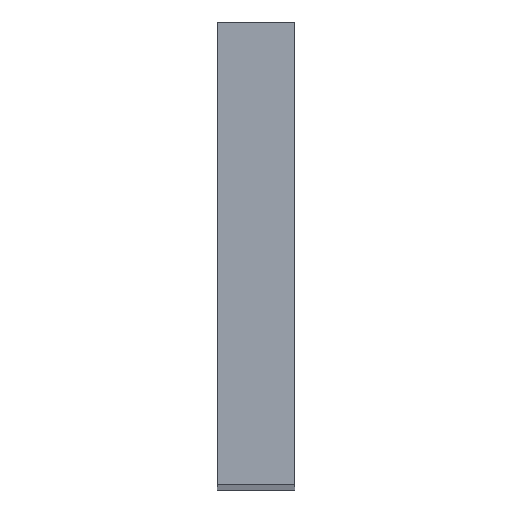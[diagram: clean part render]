
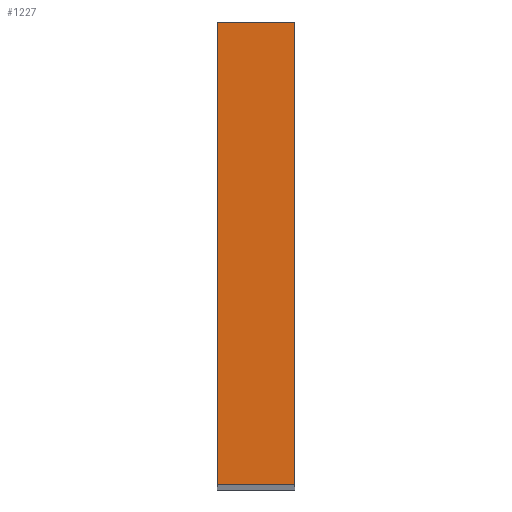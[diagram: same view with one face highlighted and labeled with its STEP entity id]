
A CAD part, top view. The second image highlights one B-rep face of the part: STEP entity #1227.
In plain terms, the highlighted planar face has unit normal (0, 0, 1).
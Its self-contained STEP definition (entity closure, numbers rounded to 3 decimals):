
#67=PLANE('',#1311);
#127=FACE_OUTER_BOUND('',#187,.T.);
#187=EDGE_LOOP('',(#1155,#1156,#1157,#1158));
#223=LINE('',#1677,#385);
#294=LINE('',#1829,#456);
#361=LINE('',#1968,#523);
#362=LINE('',#1970,#524);
#385=VECTOR('',#1349,10.);
#456=VECTOR('',#1444,10.);
#523=VECTOR('',#1615,10.);
#524=VECTOR('',#1618,10.);
#550=VERTEX_POINT('',#1674);
#551=VERTEX_POINT('',#1676);
#619=VERTEX_POINT('',#1826);
#620=VERTEX_POINT('',#1828);
#667=EDGE_CURVE('',#551,#550,#223,.T.);
#744=EDGE_CURVE('',#619,#620,#294,.T.);
#813=EDGE_CURVE('',#550,#620,#361,.T.);
#814=EDGE_CURVE('',#551,#619,#362,.T.);
#1155=ORIENTED_EDGE('',*,*,#667,.T.);
#1156=ORIENTED_EDGE('',*,*,#813,.T.);
#1157=ORIENTED_EDGE('',*,*,#744,.F.);
#1158=ORIENTED_EDGE('',*,*,#814,.F.);
#1227=ADVANCED_FACE('',(#127),#67,.T.);
#1311=AXIS2_PLACEMENT_3D('',#1969,#1616,#1617);
#1349=DIRECTION('',(0.,-1.,0.));
#1444=DIRECTION('',(0.,-1.,0.));
#1615=DIRECTION('',(1.,0.,0.));
#1616=DIRECTION('center_axis',(0.,0.,1.));
#1617=DIRECTION('ref_axis',(0.,-1.,0.));
#1618=DIRECTION('',(1.,0.,0.));
#1674=CARTESIAN_POINT('',(0.,-48.,348.5));
#1676=CARTESIAN_POINT('',(0.,0.,348.5));
#1677=CARTESIAN_POINT('',(0.,0.,348.5));
#1826=CARTESIAN_POINT('',(8.,0.,348.5));
#1828=CARTESIAN_POINT('',(8.,-48.,348.5));
#1829=CARTESIAN_POINT('',(8.,0.,348.5));
#1968=CARTESIAN_POINT('',(0.,-48.,348.5));
#1969=CARTESIAN_POINT('Origin',(0.,0.,348.5));
#1970=CARTESIAN_POINT('',(0.,0.,348.5));
